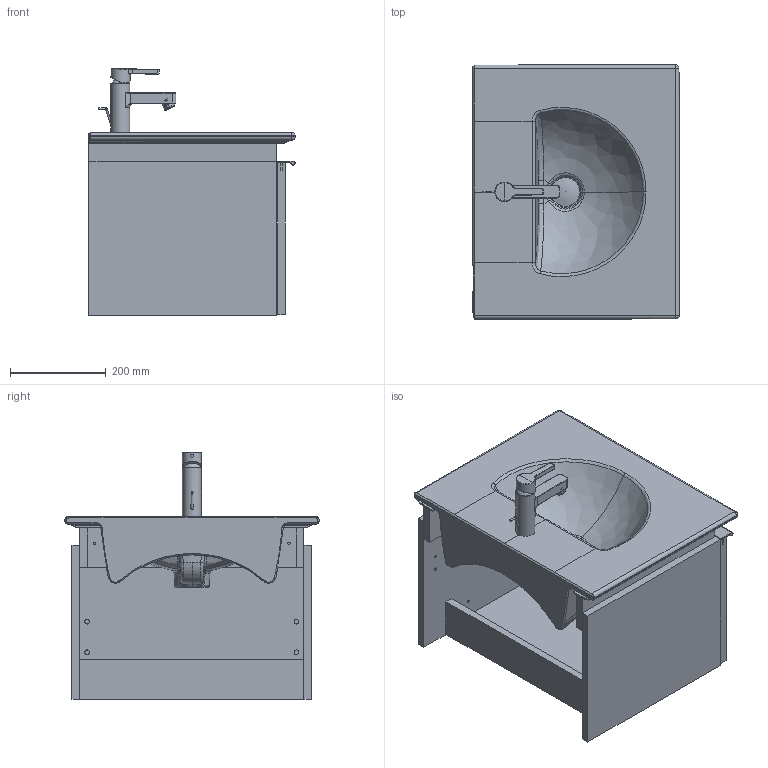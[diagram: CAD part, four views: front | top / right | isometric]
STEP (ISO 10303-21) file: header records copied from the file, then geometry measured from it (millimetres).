
FILE_DESCRIPTION((''),'2;1');
FILE_NAME('049953_6454.stp','2011-05-18T17:42:11',('Administrator'),(''),'Autodesk Inventor 2011','Autodesk Inventor 2011','');
FILE_SCHEMA(('AUTOMOTIVE_DESIGN { 1 0 10303 214 1 1 1 1 }'));
Length unit declared in the file: millimetre
Products named in the file (12): 049953_6454; 049953; Armatur Aufsatzbecken 049953; Sieb; Griff; Fassung Sieb; Gehäuse; Gleitring; Hebel; Kelch; Stopfen; 6454
Assembly tree (11 placements, depth 3):
  049953_6454
    049953
    Armatur Aufsatzbecken 049953
      Sieb
      Griff
      Fassung Sieb
      Gehäuse
      Gleitring
      Hebel
    Kelch
    Stopfen
    6454
Bounding box: 430.43 x 530.53 x 515.51 mm (x, y, z)
Volume: 18189847.4 mm3; surface area: 2471471.3 mm2
Topology: 15 solids, 21 shells, 878 faces, 2531 edges, 1627 vertices
Faces by surface type: plane 484, bspline 175, cylinder 173, torus 24, cone 14, sphere 8
Full cylindrical faces by diameter (mm): 1.039 x1, 2.5 x6, 4 x2, 4.3 x1, 5 x32, 5.2 x1, 5.5 x1, 6.5 x1, 8 x28, 10 x6, 10.5 x1, 12.5 x1, 13.905 x1, 17 x1, 17.773 x1, 18 x1, 20.15 x1, 23.15 x1, 24.5 x1, 25 x1, 35 x1, 40 x2, 42 x1, 44 x1, 49 x1, 60 x1
Entity records: 49709 total; most frequent: CARTESIAN_POINT 27121, ORIENTED_EDGE 4370, DIRECTION 4357, EDGE_CURVE 2396, VERTEX_POINT 1608, AXIS2_PLACEMENT_3D 1607, VECTOR 1143, LINE 1143
